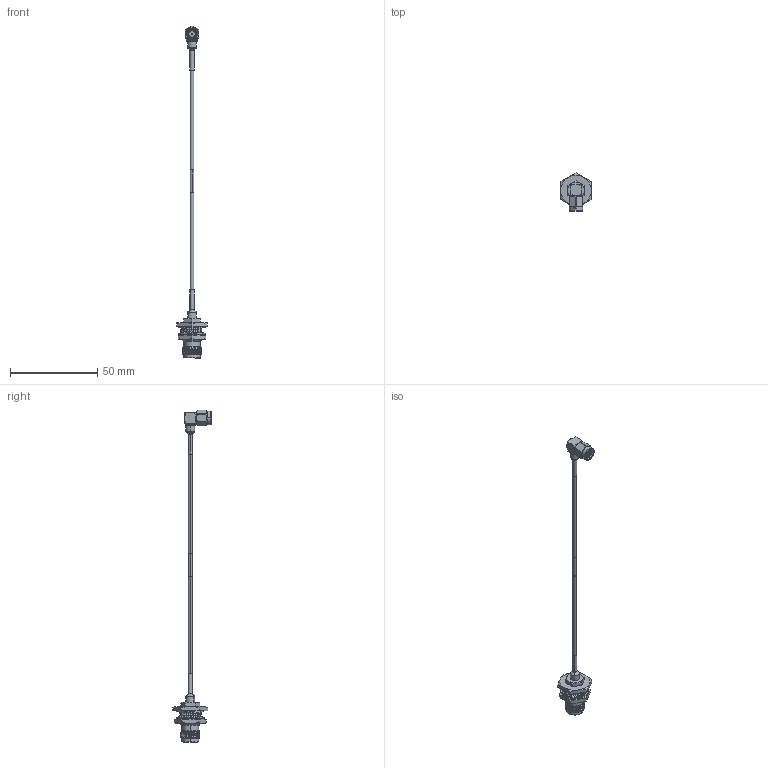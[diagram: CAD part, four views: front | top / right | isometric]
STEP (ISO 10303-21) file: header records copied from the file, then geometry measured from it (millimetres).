
FILE_DESCRIPTION (( 'STEP AP214' ), '1' );
FILE_NAME ('LCCA30561.step', '2020-06-19T22:49:09', ( '' ), ( '' ), 'SwSTEP 2.0', 'SolidWorks 2018', '' );
FILE_SCHEMA (( 'AUTOMOTIVE_DESIGN' ));
Length unit declared in the file: inch
Products named in the file (6): LC085TB (085 FORMABLE); LCCA30561; LCCN3044; 1AW01-002_.08 ID; LCCN3063; LCCN3044_HS
Assembly tree (6 placements, depth 2):
  LCCA30561
    LC085TB (085 FORMABLE)
    1AW01-002_.08 ID
    LCCN3044_HS  x2
    LCCN3063
    LCCN3044
Bounding box: 17.48 x 22.15 x 190.25 mm (x, y, z)
Volume: 3852.3 mm3; surface area: 5608 mm2
Topology: 12 solids, 12 shells, 505 faces, 1352 edges, 889 vertices
Faces by surface type: plane 216, cylinder 126, bspline 83, cone 76, torus 4
Entity records: 31099 total; most frequent: CARTESIAN_POINT 19139, ORIENTED_EDGE 2672, DIRECTION 2028, EDGE_CURVE 1336, VERTEX_POINT 881, AXIS2_PLACEMENT_3D 681, VECTOR 666, LINE 666
